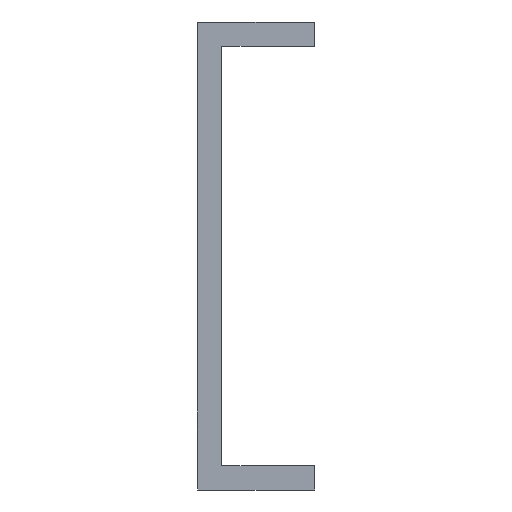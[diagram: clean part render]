
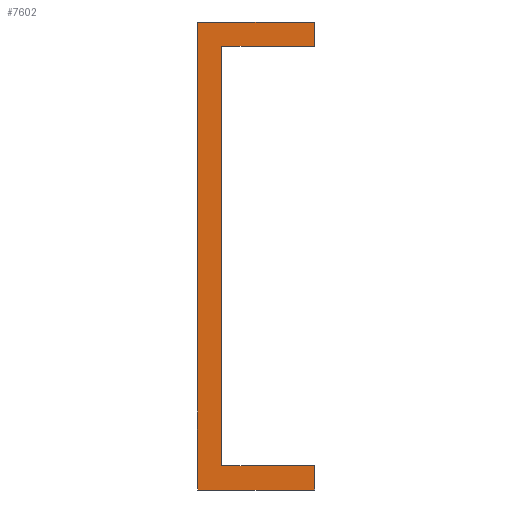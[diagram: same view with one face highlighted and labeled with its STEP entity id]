
A CAD part, front view. The second image highlights one B-rep face of the part: STEP entity #7602.
In plain terms, the highlighted planar face has unit normal (0, -1, 0).
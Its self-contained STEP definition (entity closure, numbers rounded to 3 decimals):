
#396 = EDGE_CURVE ( 'NONE', #35141, #34192, #6341, .T. ) ;
#416 = CARTESIAN_POINT ( 'NONE',  ( -12., 0., 2.5 ) ) ;
#611 = VECTOR ( 'NONE', #10269, 1000. ) ;
#1955 = DIRECTION ( 'NONE',  ( 1., 0., 0. ) ) ;
#2440 = CARTESIAN_POINT ( 'NONE',  ( -12., 0., -45.5 ) ) ;
#3020 = CARTESIAN_POINT ( 'NONE',  ( 0., 0., 0. ) ) ;
#3341 = DIRECTION ( 'NONE',  ( 1., 0., 0. ) ) ;
#4458 = ORIENTED_EDGE ( 'NONE', *, *, #11486, .F. ) ;
#5570 = CARTESIAN_POINT ( 'NONE',  ( -21.5, 0., -45.5 ) ) ;
#6087 = PLANE ( 'NONE',  #41168 ) ;
#6341 = LINE ( 'NONE', #5570, #38035 ) ;
#6369 = DIRECTION ( 'NONE',  ( 0., 0., -1. ) ) ;
#6699 = DIRECTION ( 'NONE',  ( 0., 0., -1. ) ) ;
#6863 = ORIENTED_EDGE ( 'NONE', *, *, #42079, .F. ) ;
#7602 = ADVANCED_FACE ( 'NONE', ( #21095 ), #6087, .T. ) ;
#9515 = ORIENTED_EDGE ( 'NONE', *, *, #31568, .F. ) ;
#9633 = VECTOR ( 'NONE', #3341, 1000. ) ;
#10269 = DIRECTION ( 'NONE',  ( -1., 0., 0. ) ) ;
#10609 = EDGE_CURVE ( 'NONE', #26331, #19951, #35140, .T. ) ;
#10647 = VERTEX_POINT ( 'NONE', #38960 ) ;
#11486 = EDGE_CURVE ( 'NONE', #24254, #41950, #35563, .T. ) ;
#12802 = EDGE_LOOP ( 'NONE', ( #27604, #38713, #6863, #17260, #9515, #27301, #42101, #4458 ) ) ;
#13573 = VECTOR ( 'NONE', #29256, 1000. ) ;
#13909 = LINE ( 'NONE', #35991, #32058 ) ;
#14707 = DIRECTION ( 'NONE',  ( 0., 0., 1. ) ) ;
#16204 = CARTESIAN_POINT ( 'NONE',  ( -12., 0., -43. ) ) ;
#17260 = ORIENTED_EDGE ( 'NONE', *, *, #10609, .F. ) ;
#19403 = DIRECTION ( 'NONE',  ( 0., -1., 0. ) ) ;
#19951 = VERTEX_POINT ( 'NONE', #416 ) ;
#21095 = FACE_OUTER_BOUND ( 'NONE', #12802, .T. ) ;
#21340 = CARTESIAN_POINT ( 'NONE',  ( -12., 0., 0. ) ) ;
#21344 = CARTESIAN_POINT ( 'NONE',  ( -21.5, 0., -43. ) ) ;
#22401 = LINE ( 'NONE', #25935, #13573 ) ;
#24254 = VERTEX_POINT ( 'NONE', #21344 ) ;
#25330 = CARTESIAN_POINT ( 'NONE',  ( 24., 0., 2.5 ) ) ;
#25779 = LINE ( 'NONE', #37811, #30975 ) ;
#25935 = CARTESIAN_POINT ( 'NONE',  ( -12., 0., 0. ) ) ;
#26331 = VERTEX_POINT ( 'NONE', #41501 ) ;
#27072 = CARTESIAN_POINT ( 'NONE',  ( -12., 0., 0. ) ) ;
#27301 = ORIENTED_EDGE ( 'NONE', *, *, #396, .F. ) ;
#27604 = ORIENTED_EDGE ( 'NONE', *, *, #30929, .F. ) ;
#27778 = EDGE_CURVE ( 'NONE', #41950, #35141, #34941, .T. ) ;
#27918 = EDGE_CURVE ( 'NONE', #41453, #10647, #34412, .T. ) ;
#29256 = DIRECTION ( 'NONE',  ( 0., 0., -1. ) ) ;
#30464 = CARTESIAN_POINT ( 'NONE',  ( -12., 0., -43. ) ) ;
#30929 = EDGE_CURVE ( 'NONE', #10647, #24254, #13909, .T. ) ;
#30975 = VECTOR ( 'NONE', #14707, 1000. ) ;
#31447 = CARTESIAN_POINT ( 'NONE',  ( -12., 0., -43. ) ) ;
#31568 = EDGE_CURVE ( 'NONE', #34192, #26331, #25779, .T. ) ;
#32033 = CARTESIAN_POINT ( 'NONE',  ( -24., 0., -45.5 ) ) ;
#32058 = VECTOR ( 'NONE', #6699, 1000. ) ;
#34192 = VERTEX_POINT ( 'NONE', #32033 ) ;
#34412 = LINE ( 'NONE', #27072, #611 ) ;
#34941 = LINE ( 'NONE', #16204, #42759 ) ;
#35140 = LINE ( 'NONE', #25330, #40869 ) ;
#35141 = VERTEX_POINT ( 'NONE', #2440 ) ;
#35563 = LINE ( 'NONE', #30464, #9633 ) ;
#35956 = DIRECTION ( 'NONE',  ( 0., 0., -1. ) ) ;
#35991 = CARTESIAN_POINT ( 'NONE',  ( -21.5, 0., 0. ) ) ;
#37811 = CARTESIAN_POINT ( 'NONE',  ( -24., 0., -45.5 ) ) ;
#38035 = VECTOR ( 'NONE', #41983, 1000. ) ;
#38713 = ORIENTED_EDGE ( 'NONE', *, *, #27918, .F. ) ;
#38960 = CARTESIAN_POINT ( 'NONE',  ( -21.5, 0., 0. ) ) ;
#40869 = VECTOR ( 'NONE', #1955, 1000. ) ;
#41168 = AXIS2_PLACEMENT_3D ( 'NONE', #3020, #19403, #35956 ) ;
#41453 = VERTEX_POINT ( 'NONE', #21340 ) ;
#41501 = CARTESIAN_POINT ( 'NONE',  ( -24., 0., 2.5 ) ) ;
#41950 = VERTEX_POINT ( 'NONE', #31447 ) ;
#41983 = DIRECTION ( 'NONE',  ( -1., 0., 0. ) ) ;
#42079 = EDGE_CURVE ( 'NONE', #19951, #41453, #22401, .T. ) ;
#42101 = ORIENTED_EDGE ( 'NONE', *, *, #27778, .F. ) ;
#42759 = VECTOR ( 'NONE', #6369, 1000. ) ;
